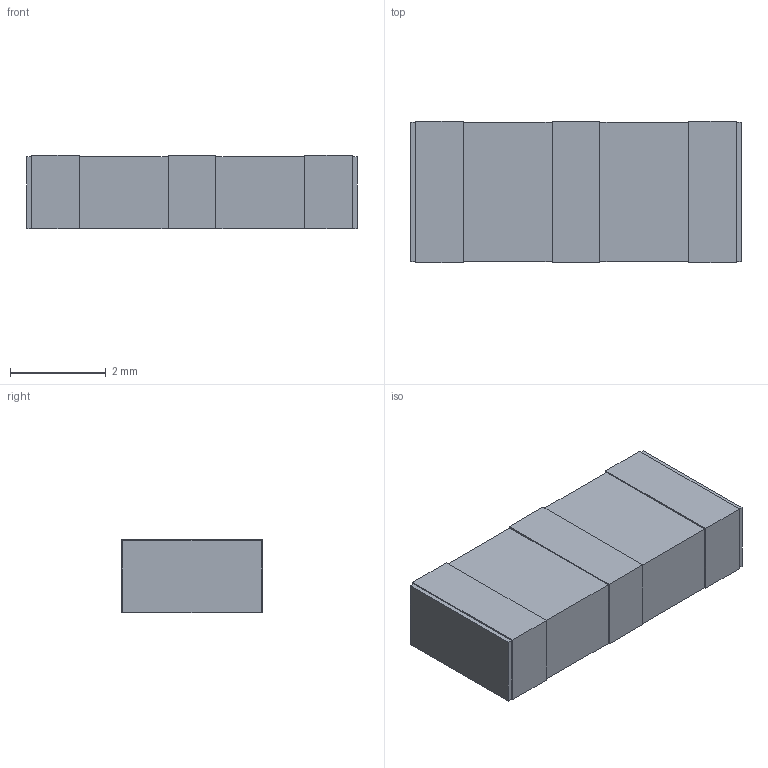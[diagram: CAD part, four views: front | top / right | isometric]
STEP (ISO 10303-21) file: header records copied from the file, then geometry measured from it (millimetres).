
FILE_DESCRIPTION(/* description */ ('model of Resonator_SMD_muRata_SFECV-3Pin_6.9x2.9mm'),/* implementation_level */ '2;1');
FILE_NAME(/* name */ 'Resonator_SMD_muRata_SFECV-3Pin_6.9x2.9mm.step',/* time_stamp */ '2019-07-06T12:00:51',/* author */ ('kicad StepUp','ksu'),/* organization */ ('FreeCAD'),/* preprocessor_version */ 'OCC',/* originating_system */ 'kicad StepUp',/* authorisation */ '');
FILE_SCHEMA(('AUTOMOTIVE_DESIGN { 1 0 10303 214 1 1 1 1 }'));
Length unit declared in the file: millimetre
Products named in the file (1): muRata_SFECV
Bounding box: 6.9 x 2.95 x 1.52 mm (x, y, z)
Volume: 30.5 mm3; surface area: 70.8 mm2
Topology: 1 solids, 1 shells, 42 faces, 108 edges, 68 vertices
Faces by surface type: plane 42
Entity records: 1543 total; most frequent: CARTESIAN_POINT 219, ORIENTED_EDGE 216, DIRECTION 194, EDGE_CURVE 108, LINE 108, VECTOR 108, VERTEX_POINT 68, AXIS2_PLACEMENT_3D 43
